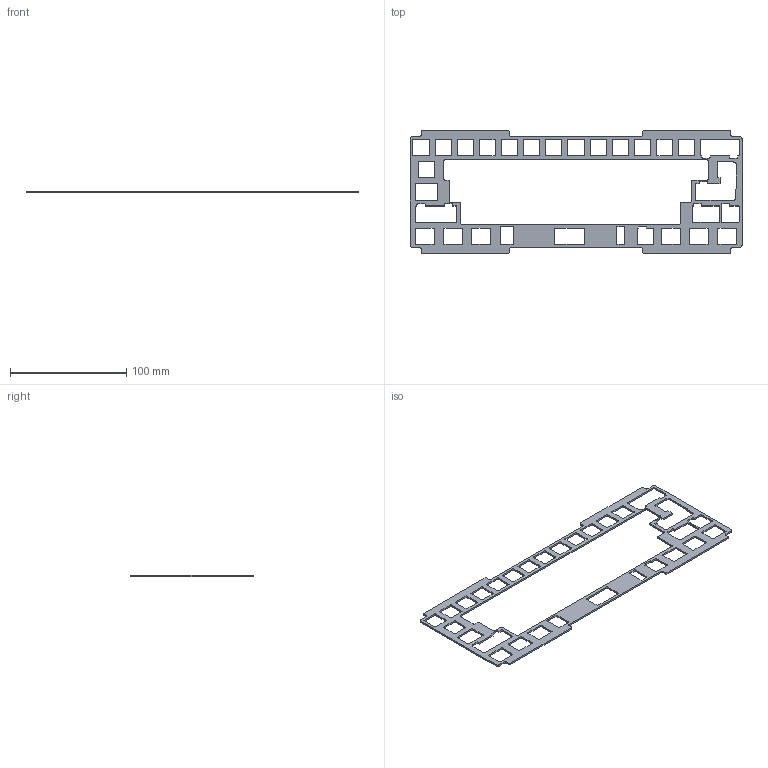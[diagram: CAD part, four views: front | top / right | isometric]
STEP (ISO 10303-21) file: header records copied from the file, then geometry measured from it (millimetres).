
FILE_DESCRIPTION(/* description */ (''),/* implementation_level */ '2;1');
FILE_NAME(/* name */ 'plate.universal.half.step',/* time_stamp */ '2022-08-03T12:33:00-04:00',/* author */ (''),/* organization */ (''),/* preprocessor_version */ 'ST-DEVELOPER v19',/* originating_system */ 'Autodesk Translation Framework v11.7.0.108',/* authorisation */ '');
FILE_SCHEMA (('AUTOMOTIVE_DESIGN { 1 0 10303 214 3 1 1 }'));
Length unit declared in the file: millimetre
Products named in the file (1): plate.universal.half
Bounding box: 285.75 x 105.2 x 1.5 mm (x, y, z)
Volume: 14170.4 mm3; surface area: 23796.6 mm2
Topology: 1 solids, 1 shells, 359 faces, 1071 edges, 714 vertices
Faces by surface type: plane 192, cylinder 167
Entity records: 12303 total; most frequent: CARTESIAN_POINT 2145, ORIENTED_EDGE 2142, DIRECTION 2125, EDGE_CURVE 1071, LINE 737, VECTOR 737, VERTEX_POINT 714, AXIS2_PLACEMENT_3D 694
